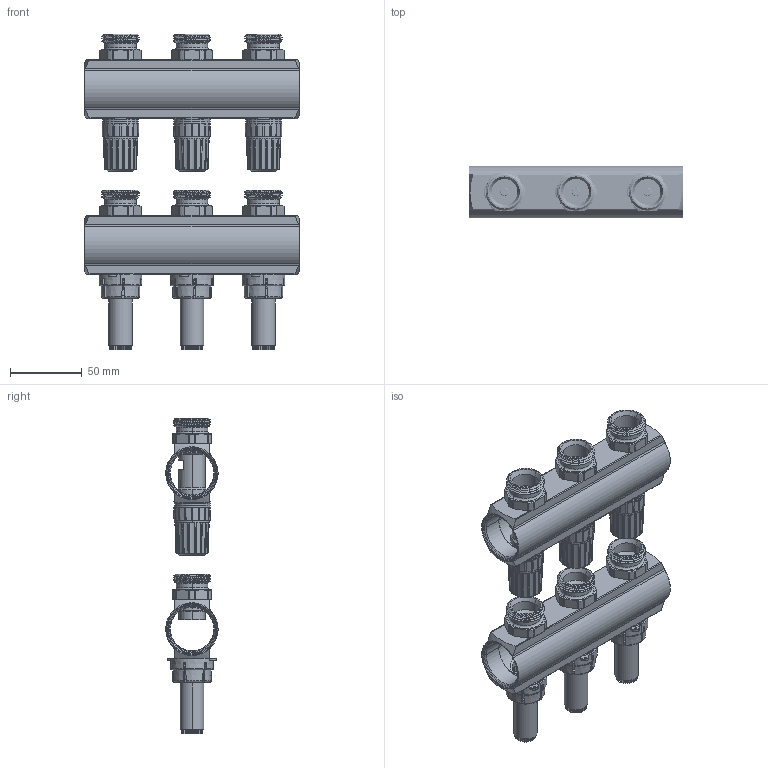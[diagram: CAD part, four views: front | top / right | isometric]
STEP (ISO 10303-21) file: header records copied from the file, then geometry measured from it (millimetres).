
FILE_DESCRIPTION((''),'2;1');
FILE_NAME('088U0523_ASM','2023-05-17T09:32:14',('U258971'),(''),'CREO PARAMETRIC BY PTC INC, 2020342','CREO PARAMETRIC BY PTC INC, 2020342','');
FILE_SCHEMA(('CONFIG_CONTROL_DESIGN'));
Length unit declared in the file: millimetre
Products named in the file (14): 088U7309-3LOOPS_3; 088U7308-3LOOPS_3; 013G1380_AF0_11; 013G0295___AF0_ASM_11_ASM; 013G0200__AF0_ASM_11_ASM; 013G0376-FOR-MANIFOLD_ASM_11_ASM; 088U7312_11; 013G0951_11; FM-B-05_11; FLOWMETERASSY_ASM_11_ASM; 088U7313_11; FM-A-08_11; 088U7302-3LOOPS_ASM_1_ASM; 088U0523_ASM
Assembly tree (25 placements, depth 4):
  088U0523_ASM
    088U7302-3LOOPS_ASM_1_ASM
      088U7309-3LOOPS_3
      088U7308-3LOOPS_3
      013G0376-FOR-MANIFOLD_ASM_11_ASM  x3
        013G1380_AF0_11
        013G0295___AF0_ASM_11_ASM
        013G0200__AF0_ASM_11_ASM
      088U7312_11  x3
      013G0951_11  x3
      FLOWMETERASSY_ASM_11_ASM  x3
        FM-B-05_11
      088U7313_11  x3
      FM-A-08_11  x3
Bounding box: 150 x 36.55 x 220.7 mm (x, y, z)
Volume: 208213.4 mm3; surface area: 178975.9 mm2
Topology: 20 solids, 41 shells, 4879 faces, 14213 edges, 9437 vertices
Faces by surface type: plane 1760, cylinder 1372, bspline 624, cone 508, extrusion 352, torus 221, sphere 42
Entity records: 89886 total; most frequent: CARTESIAN_POINT 38750, ORIENTED_EDGE 11948, DIRECTION 8510, EDGE_CURVE 6021, VERTEX_POINT 4019, AXIS2_PLACEMENT_3D 2990, B_SPLINE_CURVE_WITH_KNOTS 2735, VECTOR 2530
